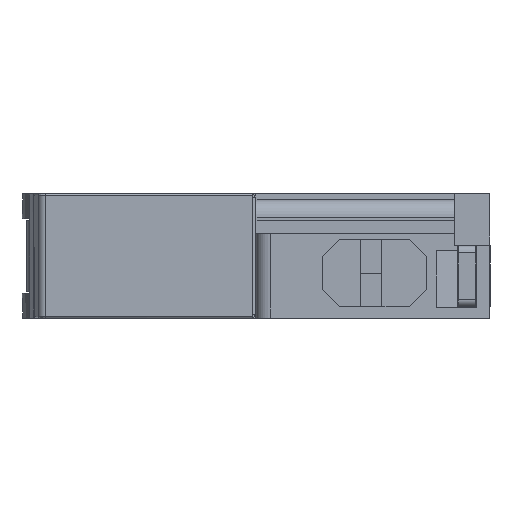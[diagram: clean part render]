
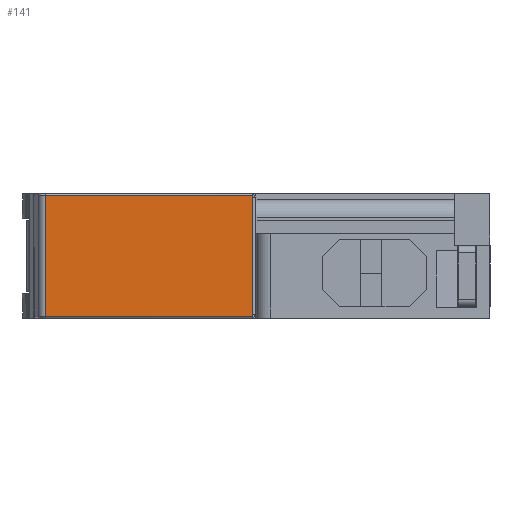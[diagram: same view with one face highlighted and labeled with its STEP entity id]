
A CAD part, left-side view. The second image highlights one B-rep face of the part: STEP entity #141.
In plain terms, the highlighted planar face has unit normal (-1, 0, 0).
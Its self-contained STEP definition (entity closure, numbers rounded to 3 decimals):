
#39 = EDGE_CURVE ( 'NONE', #4605, #4606, #5476, .T. ) ;
#40 = EDGE_CURVE ( 'NONE', #4606, #4604, #5479, .T. ) ;
#141 = ADVANCED_FACE ( 'NONE', ( #6618 ), #5810, .T. ) ;
#374 = ORIENTED_EDGE ( 'NONE', *, *, #40, .T. ) ;
#4471 = EDGE_LOOP ( 'NONE', ( #4825, #4823, #4824, #374 ) ) ;
#4603 = VERTEX_POINT ( 'NONE', #12107 ) ;
#4604 = VERTEX_POINT ( 'NONE', #12108 ) ;
#4605 = VERTEX_POINT ( 'NONE', #12109 ) ;
#4606 = VERTEX_POINT ( 'NONE', #12110 ) ;
#4823 = ORIENTED_EDGE ( 'NONE', *, *, #5209, .T. ) ;
#4824 = ORIENTED_EDGE ( 'NONE', *, *, #39, .T. ) ;
#4825 = ORIENTED_EDGE ( 'NONE', *, *, #5208, .F. ) ;
#5208 = EDGE_CURVE ( 'NONE', #4603, #4604, #13812, .T. ) ;
#5209 = EDGE_CURVE ( 'NONE', #4603, #4605, #13816, .T. ) ;
#5476 = LINE ( 'NONE', #5477, #6524 ) ;
#5477 = CARTESIAN_POINT ( 'NONE',  ( -20.1, 5.711, 34.25 ) ) ;
#5478 = DIRECTION ( 'NONE',  ( 0., 0., -1. ) ) ;
#5479 = LINE ( 'NONE', #5480, #6525 ) ;
#5480 = CARTESIAN_POINT ( 'NONE',  ( -20.1, -9.109, 25.7 ) ) ;
#5481 = DIRECTION ( 'NONE',  ( 0., -1., 0. ) ) ;
#5810 = PLANE ( 'NONE',  #6621 ) ;
#5811 = CARTESIAN_POINT ( 'NONE',  ( -20.1, 5.711, 25.7 ) ) ;
#5812 = DIRECTION ( 'NONE',  ( -1., 0., 0. ) ) ;
#5813 = DIRECTION ( 'NONE',  ( 0., -1., 0. ) ) ;
#6524 = VECTOR ( 'NONE', #5478, 1000. ) ;
#6525 = VECTOR ( 'NONE', #5481, 1000. ) ;
#6618 = FACE_OUTER_BOUND ( 'NONE', #4471, .T. ) ;
#6621 = AXIS2_PLACEMENT_3D ( 'NONE', #5811, #5812, #5813 ) ;
#12107 = CARTESIAN_POINT ( 'NONE',  ( -20.1, -23.513, 42.8 ) ) ;
#12108 = CARTESIAN_POINT ( 'NONE',  ( -20.1, -23.513, 25.7 ) ) ;
#12109 = CARTESIAN_POINT ( 'NONE',  ( -20.1, 5.711, 42.8 ) ) ;
#12110 = CARTESIAN_POINT ( 'NONE',  ( -20.1, 5.711, 25.7 ) ) ;
#13181 = VECTOR ( 'NONE', #13814, 1000. ) ;
#13182 = VECTOR ( 'NONE', #13818, 1000. ) ;
#13812 = LINE ( 'NONE', #13813, #13181 ) ;
#13813 = CARTESIAN_POINT ( 'NONE',  ( -20.1, -23.513, 34.25 ) ) ;
#13814 = DIRECTION ( 'NONE',  ( 0., 0., -1. ) ) ;
#13816 = LINE ( 'NONE', #13817, #13182 ) ;
#13817 = CARTESIAN_POINT ( 'NONE',  ( -20.1, -9.109, 42.8 ) ) ;
#13818 = DIRECTION ( 'NONE',  ( 0., 1., 0. ) ) ;
